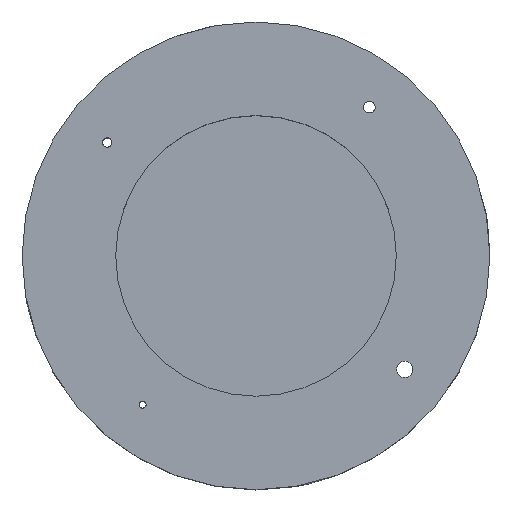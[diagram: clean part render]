
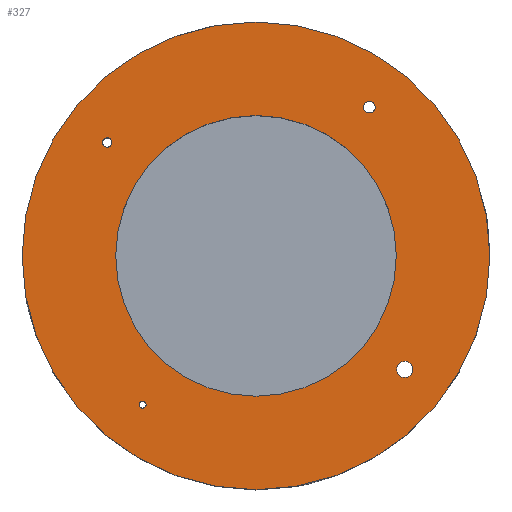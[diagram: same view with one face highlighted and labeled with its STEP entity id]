
A CAD part, top view. The second image highlights one B-rep face of the part: STEP entity #327.
In plain terms, the highlighted planar face has unit normal (0, 0, 1).
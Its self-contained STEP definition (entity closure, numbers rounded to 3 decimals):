
#24 = FACE_BOUND ( 'NONE', #41, .T. ) ;
#32 = AXIS2_PLACEMENT_3D ( 'NONE', #983, #888, #418 ) ;
#41 = EDGE_LOOP ( 'NONE', ( #631, #298 ) ) ;
#57 = CARTESIAN_POINT ( 'NONE',  ( -25.001, -31.81, 30. ) ) ;
#72 = VERTEX_POINT ( 'NONE', #375 ) ;
#78 = DIRECTION ( 'NONE',  ( 1., 0., 0. ) ) ;
#120 = CIRCLE ( 'NONE', #969, 1.75 ) ;
#123 = VERTEX_POINT ( 'NONE', #362 ) ;
#134 = CIRCLE ( 'NONE', #1040, 1.25 ) ;
#141 = EDGE_LOOP ( 'NONE', ( #168, #872 ) ) ;
#152 = CIRCLE ( 'NONE', #466, 1.75 ) ;
#154 = CARTESIAN_POINT ( 'NONE',  ( -30.809, 24.252, 30. ) ) ;
#166 = CARTESIAN_POINT ( 'NONE',  ( 33.557, -24.256, 30. ) ) ;
#168 = ORIENTED_EDGE ( 'NONE', *, *, #348, .F. ) ;
#169 = CIRCLE ( 'NONE', #753, 1. ) ;
#190 = DIRECTION ( 'NONE',  ( 1., 0., 0. ) ) ;
#206 = CARTESIAN_POINT ( 'NONE',  ( 30.057, -24.256, 30. ) ) ;
#230 = EDGE_CURVE ( 'NONE', #1000, #312, #967, .T. ) ;
#238 = EDGE_CURVE ( 'NONE', #367, #263, #585, .T. ) ;
#240 = ORIENTED_EDGE ( 'NONE', *, *, #238, .F. ) ;
#246 = DIRECTION ( 'NONE',  ( 0., 0., 1. ) ) ;
#249 = ORIENTED_EDGE ( 'NONE', *, *, #292, .F. ) ;
#254 = DIRECTION ( 'NONE',  ( 0., 0., 1. ) ) ;
#255 = ORIENTED_EDGE ( 'NONE', *, *, #361, .F. ) ;
#259 = CARTESIAN_POINT ( 'NONE',  ( 0., 0., 30. ) ) ;
#260 = CARTESIAN_POINT ( 'NONE',  ( 25.504, 31.808, 30. ) ) ;
#263 = VERTEX_POINT ( 'NONE', #455 ) ;
#270 = CIRCLE ( 'NONE', #332, 0.75 ) ;
#276 = DIRECTION ( 'NONE',  ( 0., 0., 1. ) ) ;
#292 = EDGE_CURVE ( 'NONE', #72, #333, #134, .T. ) ;
#298 = ORIENTED_EDGE ( 'NONE', *, *, #485, .F. ) ;
#312 = VERTEX_POINT ( 'NONE', #487 ) ;
#315 = CARTESIAN_POINT ( 'NONE',  ( 31.807, -24.256, 30. ) ) ;
#320 = VERTEX_POINT ( 'NONE', #166 ) ;
#323 = DIRECTION ( 'NONE',  ( 1., 0., 0. ) ) ;
#327 = ADVANCED_FACE ( 'NONE', ( #481, #584, #559, #24, #976, #407 ), #981, .T. ) ;
#328 = DIRECTION ( 'NONE',  ( 1., 0., 0. ) ) ;
#331 = DIRECTION ( 'NONE',  ( 0., 0., 1. ) ) ;
#332 = AXIS2_PLACEMENT_3D ( 'NONE', #731, #331, #880 ) ;
#333 = VERTEX_POINT ( 'NONE', #260 ) ;
#348 = EDGE_CURVE ( 'NONE', #123, #791, #270, .T. ) ;
#350 = CIRCLE ( 'NONE', #633, 30. ) ;
#361 = EDGE_CURVE ( 'NONE', #333, #72, #565, .T. ) ;
#362 = CARTESIAN_POINT ( 'NONE',  ( -23.501, -31.81, 30. ) ) ;
#367 = VERTEX_POINT ( 'NONE', #896 ) ;
#375 = CARTESIAN_POINT ( 'NONE',  ( 23.004, 31.808, 30. ) ) ;
#398 = AXIS2_PLACEMENT_3D ( 'NONE', #521, #1007, #834 ) ;
#400 = DIRECTION ( 'NONE',  ( 0., 0., 1. ) ) ;
#407 = FACE_OUTER_BOUND ( 'NONE', #545, .T. ) ;
#412 = CARTESIAN_POINT ( 'NONE',  ( 0., 0., 30. ) ) ;
#418 = DIRECTION ( 'NONE',  ( 1., 0., 0. ) ) ;
#438 = ORIENTED_EDGE ( 'NONE', *, *, #810, .F. ) ;
#455 = CARTESIAN_POINT ( 'NONE',  ( 30., 0., 30. ) ) ;
#466 = AXIS2_PLACEMENT_3D ( 'NONE', #578, #895, #496 ) ;
#468 = EDGE_LOOP ( 'NONE', ( #839, #240 ) ) ;
#481 = FACE_BOUND ( 'NONE', #141, .T. ) ;
#485 = EDGE_CURVE ( 'NONE', #723, #320, #120, .T. ) ;
#487 = CARTESIAN_POINT ( 'NONE',  ( -50., 0., 30. ) ) ;
#488 = EDGE_LOOP ( 'NONE', ( #255, #249 ) ) ;
#496 = DIRECTION ( 'NONE',  ( 1., 0., 0. ) ) ;
#498 = DIRECTION ( 'NONE',  ( 1., 0., 0. ) ) ;
#504 = ORIENTED_EDGE ( 'NONE', *, *, #955, .F. ) ;
#520 = CIRCLE ( 'NONE', #566, 50. ) ;
#521 = CARTESIAN_POINT ( 'NONE',  ( -24.251, -31.81, 30. ) ) ;
#539 = CARTESIAN_POINT ( 'NONE',  ( 0., 0., 30. ) ) ;
#545 = EDGE_LOOP ( 'NONE', ( #857, #700 ) ) ;
#559 = FACE_BOUND ( 'NONE', #488, .T. ) ;
#565 = CIRCLE ( 'NONE', #916, 1.25 ) ;
#566 = AXIS2_PLACEMENT_3D ( 'NONE', #259, #276, #190 ) ;
#573 = DIRECTION ( 'NONE',  ( 0., 0., 1. ) ) ;
#578 = CARTESIAN_POINT ( 'NONE',  ( 31.807, -24.256, 30. ) ) ;
#584 = FACE_BOUND ( 'NONE', #586, .T. ) ;
#585 = CIRCLE ( 'NONE', #669, 30. ) ;
#586 = EDGE_LOOP ( 'NONE', ( #504, #438 ) ) ;
#587 = CIRCLE ( 'NONE', #398, 0.75 ) ;
#590 = EDGE_CURVE ( 'NONE', #312, #1000, #520, .T. ) ;
#612 = EDGE_CURVE ( 'NONE', #320, #723, #152, .T. ) ;
#631 = ORIENTED_EDGE ( 'NONE', *, *, #612, .F. ) ;
#633 = AXIS2_PLACEMENT_3D ( 'NONE', #676, #758, #994 ) ;
#635 = DIRECTION ( 'NONE',  ( 1., 0., 0. ) ) ;
#639 = VERTEX_POINT ( 'NONE', #742 ) ;
#647 = DIRECTION ( 'NONE',  ( 1., 0., 0. ) ) ;
#669 = AXIS2_PLACEMENT_3D ( 'NONE', #785, #875, #323 ) ;
#676 = CARTESIAN_POINT ( 'NONE',  ( 0., 0., 30. ) ) ;
#700 = ORIENTED_EDGE ( 'NONE', *, *, #230, .T. ) ;
#701 = AXIS2_PLACEMENT_3D ( 'NONE', #539, #941, #856 ) ;
#712 = CARTESIAN_POINT ( 'NONE',  ( -31.809, 24.252, 30. ) ) ;
#723 = VERTEX_POINT ( 'NONE', #206 ) ;
#726 = CARTESIAN_POINT ( 'NONE',  ( 24.254, 31.808, 30. ) ) ;
#731 = CARTESIAN_POINT ( 'NONE',  ( -24.251, -31.81, 30. ) ) ;
#742 = CARTESIAN_POINT ( 'NONE',  ( -32.809, 24.252, 30. ) ) ;
#746 = EDGE_CURVE ( 'NONE', #791, #123, #587, .T. ) ;
#753 = AXIS2_PLACEMENT_3D ( 'NONE', #712, #400, #78 ) ;
#758 = DIRECTION ( 'NONE',  ( 0., 0., 1. ) ) ;
#780 = AXIS2_PLACEMENT_3D ( 'NONE', #412, #573, #647 ) ;
#785 = CARTESIAN_POINT ( 'NONE',  ( 0., 0., 30. ) ) ;
#791 = VERTEX_POINT ( 'NONE', #57 ) ;
#802 = CARTESIAN_POINT ( 'NONE',  ( 24.254, 31.808, 30. ) ) ;
#810 = EDGE_CURVE ( 'NONE', #639, #813, #169, .T. ) ;
#813 = VERTEX_POINT ( 'NONE', #154 ) ;
#834 = DIRECTION ( 'NONE',  ( 1., 0., 0. ) ) ;
#839 = ORIENTED_EDGE ( 'NONE', *, *, #998, .F. ) ;
#856 = DIRECTION ( 'NONE',  ( 1., 0., 0. ) ) ;
#857 = ORIENTED_EDGE ( 'NONE', *, *, #590, .T. ) ;
#872 = ORIENTED_EDGE ( 'NONE', *, *, #746, .F. ) ;
#875 = DIRECTION ( 'NONE',  ( 0., 0., 1. ) ) ;
#880 = DIRECTION ( 'NONE',  ( 1., 0., 0. ) ) ;
#888 = DIRECTION ( 'NONE',  ( 0., 0., 1. ) ) ;
#895 = DIRECTION ( 'NONE',  ( 0., 0., 1. ) ) ;
#896 = CARTESIAN_POINT ( 'NONE',  ( -30., 0., 30. ) ) ;
#916 = AXIS2_PLACEMENT_3D ( 'NONE', #802, #254, #498 ) ;
#941 = DIRECTION ( 'NONE',  ( 0., 0., 1. ) ) ;
#955 = EDGE_CURVE ( 'NONE', #813, #639, #1018, .T. ) ;
#967 = CIRCLE ( 'NONE', #701, 50. ) ;
#969 = AXIS2_PLACEMENT_3D ( 'NONE', #315, #246, #635 ) ;
#970 = DIRECTION ( 'NONE',  ( 0., 0., 1. ) ) ;
#976 = FACE_BOUND ( 'NONE', #468, .T. ) ;
#981 = PLANE ( 'NONE',  #780 ) ;
#983 = CARTESIAN_POINT ( 'NONE',  ( -31.809, 24.252, 30. ) ) ;
#994 = DIRECTION ( 'NONE',  ( 1., 0., 0. ) ) ;
#998 = EDGE_CURVE ( 'NONE', #263, #367, #350, .T. ) ;
#1000 = VERTEX_POINT ( 'NONE', #1010 ) ;
#1007 = DIRECTION ( 'NONE',  ( 0., 0., 1. ) ) ;
#1010 = CARTESIAN_POINT ( 'NONE',  ( 50., 0., 30. ) ) ;
#1018 = CIRCLE ( 'NONE', #32, 1. ) ;
#1040 = AXIS2_PLACEMENT_3D ( 'NONE', #726, #970, #328 ) ;
